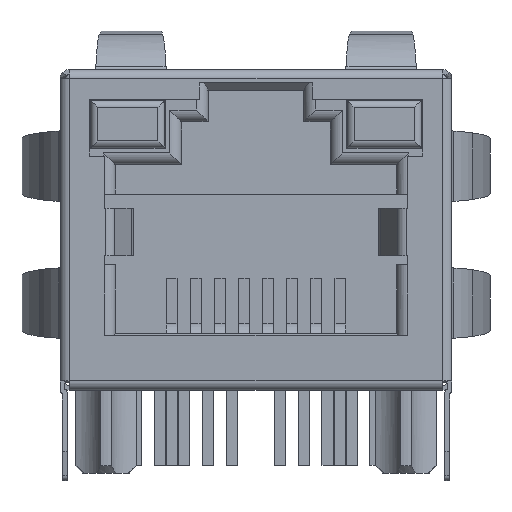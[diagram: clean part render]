
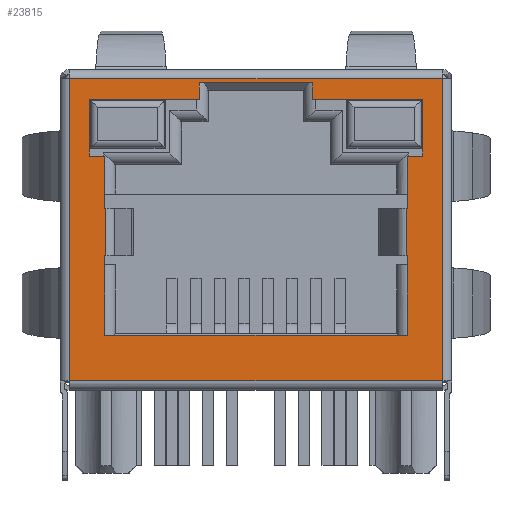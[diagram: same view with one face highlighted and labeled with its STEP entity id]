
A CAD part, front view. The second image highlights one B-rep face of the part: STEP entity #23815.
In plain terms, the highlighted face is planar.
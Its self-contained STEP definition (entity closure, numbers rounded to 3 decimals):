
#3490=ORIENTED_EDGE('',*,*,#7596,.F.);
#3491=ORIENTED_EDGE('',*,*,#7632,.F.);
#3492=ORIENTED_EDGE('',*,*,#7606,.T.);
#3493=ORIENTED_EDGE('',*,*,#7629,.T.);
#3494=ORIENTED_EDGE('',*,*,#7476,.F.);
#3495=ORIENTED_EDGE('',*,*,#7474,.F.);
#3496=ORIENTED_EDGE('',*,*,#7472,.F.);
#3497=ORIENTED_EDGE('',*,*,#7469,.F.);
#3498=ORIENTED_EDGE('',*,*,#7466,.F.);
#3499=ORIENTED_EDGE('',*,*,#7463,.F.);
#3500=ORIENTED_EDGE('',*,*,#7461,.F.);
#3501=ORIENTED_EDGE('',*,*,#7445,.T.);
#3502=ORIENTED_EDGE('',*,*,#7439,.T.);
#3503=ORIENTED_EDGE('',*,*,#7441,.F.);
#3504=ORIENTED_EDGE('',*,*,#7633,.F.);
#3505=ORIENTED_EDGE('',*,*,#7459,.F.);
#3506=ORIENTED_EDGE('',*,*,#7457,.F.);
#3507=ORIENTED_EDGE('',*,*,#7412,.F.);
#3508=ORIENTED_EDGE('',*,*,#7400,.F.);
#3509=ORIENTED_EDGE('',*,*,#7414,.T.);
#3510=ORIENTED_EDGE('',*,*,#7634,.F.);
#3511=ORIENTED_EDGE('',*,*,#7454,.F.);
#3512=ORIENTED_EDGE('',*,*,#7451,.F.);
#3513=ORIENTED_EDGE('',*,*,#7447,.F.);
#7400=EDGE_CURVE('',#9516,#9513,#10912,.T.);
#7412=EDGE_CURVE('',#9513,#9523,#10922,.T.);
#7414=EDGE_CURVE('',#9516,#9524,#10924,.T.);
#7439=EDGE_CURVE('',#9542,#9541,#10942,.T.);
#7441=EDGE_CURVE('',#9543,#9541,#10943,.T.);
#7445=EDGE_CURVE('',#9544,#9542,#10947,.T.);
#7447=EDGE_CURVE('',#9545,#9546,#10949,.T.);
#7451=EDGE_CURVE('',#9546,#9548,#10953,.T.);
#7454=EDGE_CURVE('',#9548,#9550,#10956,.T.);
#7457=EDGE_CURVE('',#9523,#9551,#10959,.T.);
#7459=EDGE_CURVE('',#9551,#9552,#10961,.T.);
#7461=EDGE_CURVE('',#9544,#9553,#10963,.T.);
#7463=EDGE_CURVE('',#9553,#9554,#10965,.T.);
#7466=EDGE_CURVE('',#9554,#9556,#10968,.T.);
#7469=EDGE_CURVE('',#9556,#9558,#10971,.T.);
#7472=EDGE_CURVE('',#9558,#9559,#10974,.T.);
#7474=EDGE_CURVE('',#9559,#9560,#10976,.T.);
#7476=EDGE_CURVE('',#9560,#9545,#10978,.T.);
#7596=EDGE_CURVE('',#9646,#9644,#11084,.T.);
#7606=EDGE_CURVE('',#9652,#9654,#11090,.T.);
#7629=EDGE_CURVE('',#9654,#9644,#11108,.T.);
#7632=EDGE_CURVE('',#9652,#9646,#11110,.T.);
#7633=EDGE_CURVE('',#9552,#9543,#11111,.T.);
#7634=EDGE_CURVE('',#9550,#9524,#11112,.T.);
#9513=VERTEX_POINT('',#34726);
#9516=VERTEX_POINT('',#34731);
#9523=VERTEX_POINT('',#34756);
#9524=VERTEX_POINT('',#34760);
#9541=VERTEX_POINT('',#34809);
#9542=VERTEX_POINT('',#34811);
#9543=VERTEX_POINT('',#34815);
#9544=VERTEX_POINT('',#34822);
#9545=VERTEX_POINT('',#34826);
#9546=VERTEX_POINT('',#34827);
#9548=VERTEX_POINT('',#34834);
#9550=VERTEX_POINT('',#34840);
#9551=VERTEX_POINT('',#34845);
#9552=VERTEX_POINT('',#34849);
#9553=VERTEX_POINT('',#34853);
#9554=VERTEX_POINT('',#34857);
#9556=VERTEX_POINT('',#34863);
#9558=VERTEX_POINT('',#34869);
#9559=VERTEX_POINT('',#34874);
#9560=VERTEX_POINT('',#34878);
#9644=VERTEX_POINT('',#35120);
#9646=VERTEX_POINT('',#35124);
#9652=VERTEX_POINT('',#35141);
#9654=VERTEX_POINT('',#35145);
#10912=LINE('',#34732,#12624);
#10922=LINE('',#34755,#12634);
#10924=LINE('',#34759,#12636);
#10942=LINE('',#34810,#12654);
#10943=LINE('',#34814,#12655);
#10947=LINE('',#34821,#12659);
#10949=LINE('',#34825,#12661);
#10953=LINE('',#34833,#12665);
#10956=LINE('',#34839,#12668);
#10959=LINE('',#34844,#12671);
#10961=LINE('',#34848,#12673);
#10963=LINE('',#34852,#12675);
#10965=LINE('',#34856,#12677);
#10968=LINE('',#34862,#12680);
#10971=LINE('',#34868,#12683);
#10974=LINE('',#34873,#12686);
#10976=LINE('',#34877,#12688);
#10978=LINE('',#34881,#12690);
#11084=LINE('',#35125,#12796);
#11090=LINE('',#35146,#12802);
#11108=LINE('',#35186,#12820);
#11110=LINE('',#35191,#12822);
#11111=LINE('',#35192,#12823);
#11112=LINE('',#35193,#12824);
#12624=VECTOR('',#27434,1000.);
#12634=VECTOR('',#27458,1000.);
#12636=VECTOR('',#27462,1000.);
#12654=VECTOR('',#27510,1000.);
#12655=VECTOR('',#27515,1000.);
#12659=VECTOR('',#27523,1000.);
#12661=VECTOR('',#27527,1000.);
#12665=VECTOR('',#27533,1000.);
#12668=VECTOR('',#27538,1000.);
#12671=VECTOR('',#27543,1000.);
#12673=VECTOR('',#27547,1000.);
#12675=VECTOR('',#27551,1000.);
#12677=VECTOR('',#27555,1000.);
#12680=VECTOR('',#27560,1000.);
#12683=VECTOR('',#27565,1000.);
#12686=VECTOR('',#27570,1000.);
#12688=VECTOR('',#27574,1000.);
#12690=VECTOR('',#27578,1000.);
#12796=VECTOR('',#27788,1000.);
#12802=VECTOR('',#27808,1000.);
#12820=VECTOR('',#27850,1000.);
#12822=VECTOR('',#27856,1000.);
#12823=VECTOR('',#27857,1000.);
#12824=VECTOR('',#27858,1000.);
#14220=EDGE_LOOP('',(#3490,#3491,#3492,#3493));
#14221=EDGE_LOOP('',(#3494,#3495,#3496,#3497,#3498,#3499,#3500,#3501,#3502,
#3503,#3504,#3505,#3506,#3507,#3508,#3509,#3510,#3511,#3512,#3513));
#15292=FACE_BOUND('',#14220,.T.);
#15293=FACE_BOUND('',#14221,.T.);
#16189=PLANE('',#24988);
#23815=ADVANCED_FACE('',(#15292,#15293),#16189,.T.);
#24988=AXIS2_PLACEMENT_3D('',#35190,#27854,#27855);
#27434=DIRECTION('',(0.,-1.,0.));
#27458=DIRECTION('',(-1.,0.,0.));
#27462=DIRECTION('',(-1.,0.,0.));
#27510=DIRECTION('',(0.,-1.,0.));
#27515=DIRECTION('',(-1.,0.,0.));
#27523=DIRECTION('',(-1.,0.,0.));
#27527=DIRECTION('',(-1.,0.,0.));
#27533=DIRECTION('',(0.,-1.,0.));
#27538=DIRECTION('',(1.,0.,0.));
#27543=DIRECTION('',(0.,-1.,0.));
#27547=DIRECTION('',(1.,0.,0.));
#27551=DIRECTION('',(0.,1.,0.));
#27555=DIRECTION('',(1.,0.,0.));
#27560=DIRECTION('',(0.,1.,0.));
#27565=DIRECTION('',(-1.,0.,0.));
#27570=DIRECTION('',(0.,1.,0.));
#27574=DIRECTION('',(-1.,0.,0.));
#27578=DIRECTION('',(0.,-1.,0.));
#27788=DIRECTION('',(0.,1.,0.));
#27808=DIRECTION('',(0.,1.,0.));
#27850=DIRECTION('',(-1.,0.,0.));
#27854=DIRECTION('',(0.,0.,1.));
#27855=DIRECTION('',(0.,-1.,0.));
#27856=DIRECTION('',(-1.,0.,0.));
#27857=DIRECTION('',(0.,1.,0.));
#27858=DIRECTION('',(0.,-1.,0.));
#34726=CARTESIAN_POINT('',(-6.371,-1.165,16.4));
#34731=CARTESIAN_POINT('',(-6.371,0.835,16.4));
#34732=CARTESIAN_POINT('',(-6.371,0.835,16.4));
#34755=CARTESIAN_POINT('',(-6.1,-1.165,16.4));
#34756=CARTESIAN_POINT('',(-6.4,-1.165,16.4));
#34759=CARTESIAN_POINT('',(-6.1,0.835,16.4));
#34760=CARTESIAN_POINT('',(-6.4,0.835,16.4));
#34809=CARTESIAN_POINT('',(6.371,-1.165,16.4));
#34810=CARTESIAN_POINT('',(6.371,0.835,16.4));
#34811=CARTESIAN_POINT('',(6.371,0.835,16.4));
#34814=CARTESIAN_POINT('',(6.4,-1.165,16.4));
#34815=CARTESIAN_POINT('',(6.4,-1.165,16.4));
#34821=CARTESIAN_POINT('',(6.4,0.835,16.4));
#34822=CARTESIAN_POINT('',(6.4,0.835,16.4));
#34825=CARTESIAN_POINT('',(7.9,5.455,16.4));
#34826=CARTESIAN_POINT('',(-2.4,5.455,16.4));
#34827=CARTESIAN_POINT('',(-7.05,5.455,16.4));
#34833=CARTESIAN_POINT('',(-7.05,-6.875,16.4));
#34834=CARTESIAN_POINT('',(-7.05,3.055,16.4));
#34839=CARTESIAN_POINT('',(7.9,3.055,16.4));
#34840=CARTESIAN_POINT('',(-6.4,3.055,16.4));
#34844=CARTESIAN_POINT('',(-6.4,-6.875,16.4));
#34845=CARTESIAN_POINT('',(-6.4,-4.545,16.4));
#34848=CARTESIAN_POINT('',(7.9,-4.545,16.4));
#34849=CARTESIAN_POINT('',(6.4,-4.545,16.4));
#34852=CARTESIAN_POINT('',(6.4,-6.875,16.4));
#34853=CARTESIAN_POINT('',(6.4,3.055,16.4));
#34856=CARTESIAN_POINT('',(7.9,3.055,16.4));
#34857=CARTESIAN_POINT('',(7.05,3.055,16.4));
#34862=CARTESIAN_POINT('',(7.05,-6.875,16.4));
#34863=CARTESIAN_POINT('',(7.05,5.455,16.4));
#34868=CARTESIAN_POINT('',(7.9,5.455,16.4));
#34869=CARTESIAN_POINT('',(2.4,5.455,16.4));
#34873=CARTESIAN_POINT('',(2.4,-6.875,16.4));
#34874=CARTESIAN_POINT('',(2.4,6.155,16.4));
#34877=CARTESIAN_POINT('',(7.9,6.155,16.4));
#34878=CARTESIAN_POINT('',(-2.4,6.155,16.4));
#34881=CARTESIAN_POINT('',(-2.4,-6.875,16.4));
#35120=CARTESIAN_POINT('',(-7.9,6.325,16.4));
#35124=CARTESIAN_POINT('',(-7.9,-6.475,16.4));
#35125=CARTESIAN_POINT('',(-7.9,-6.875,16.4));
#35141=CARTESIAN_POINT('',(7.9,-6.475,16.4));
#35145=CARTESIAN_POINT('',(7.9,6.325,16.4));
#35146=CARTESIAN_POINT('',(7.9,-6.875,16.4));
#35186=CARTESIAN_POINT('',(7.9,6.325,16.4));
#35190=CARTESIAN_POINT('',(7.9,-6.875,16.4));
#35191=CARTESIAN_POINT('',(7.9,-6.475,16.4));
#35192=CARTESIAN_POINT('',(6.4,-6.875,16.4));
#35193=CARTESIAN_POINT('',(-6.4,-6.875,16.4));
